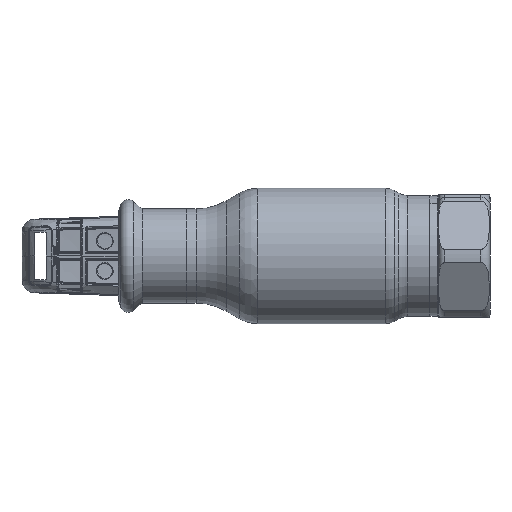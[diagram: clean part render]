
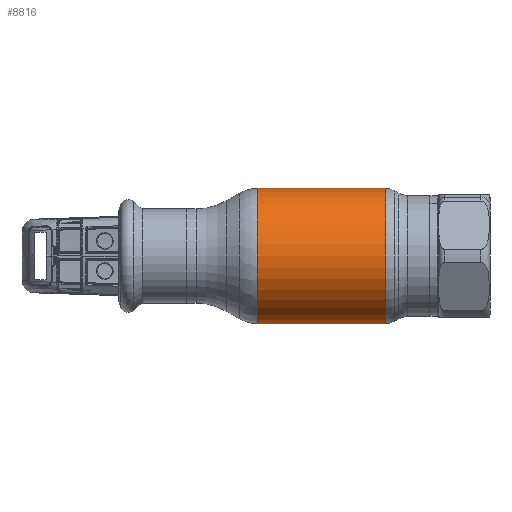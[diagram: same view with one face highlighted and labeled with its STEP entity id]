
A CAD part, front view. The second image highlights one B-rep face of the part: STEP entity #8816.
In plain terms, the highlighted cylindrical face has radius 22.5 mm (diameter 45 mm), a partial arc.
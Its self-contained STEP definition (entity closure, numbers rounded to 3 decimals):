
#966 = EDGE_CURVE ( 'NONE', #12803, #61065, #7643, .T. ) ;
#1331 = DIRECTION ( 'NONE',  ( -1., 0., 0. ) ) ;
#3067 = CYLINDRICAL_SURFACE ( 'NONE', #26011, 22.5 ) ;
#3936 = VERTEX_POINT ( 'NONE', #35784 ) ;
#6829 = CARTESIAN_POINT ( 'NONE',  ( -62.69, 0., -22.5 ) ) ;
#7643 = LINE ( 'NONE', #52315, #46863 ) ;
#8402 = EDGE_CURVE ( 'NONE', #3936, #12803, #50680, .T. ) ;
#8450 = DIRECTION ( 'NONE',  ( -1., 0., 0. ) ) ;
#8714 = CARTESIAN_POINT ( 'NONE',  ( 21.285, 0., 0. ) ) ;
#8816 = ADVANCED_FACE ( 'NONE', ( #54426 ), #3067, .T. ) ;
#11063 = ORIENTED_EDGE ( 'NONE', *, *, #8402, .T. ) ;
#12803 = VERTEX_POINT ( 'NONE', #36951 ) ;
#18041 = DIRECTION ( 'NONE',  ( -1., 0., 0. ) ) ;
#23741 = ORIENTED_EDGE ( 'NONE', *, *, #30791, .F. ) ;
#25175 = LINE ( 'NONE', #6829, #46383 ) ;
#26011 = AXIS2_PLACEMENT_3D ( 'NONE', #43998, #54094, #55943 ) ;
#27035 = CIRCLE ( 'NONE', #42160, 22.5 ) ;
#28530 = EDGE_CURVE ( 'NONE', #33782, #61065, #27035, .T. ) ;
#29586 = CARTESIAN_POINT ( 'NONE',  ( -21.285, 0., 22.5 ) ) ;
#30791 = EDGE_CURVE ( 'NONE', #3936, #33782, #25175, .T. ) ;
#33782 = VERTEX_POINT ( 'NONE', #35460 ) ;
#35460 = CARTESIAN_POINT ( 'NONE',  ( -21.285, 0., -22.5 ) ) ;
#35784 = CARTESIAN_POINT ( 'NONE',  ( 21.285, 0., -22.5 ) ) ;
#36951 = CARTESIAN_POINT ( 'NONE',  ( 21.285, 0., 22.5 ) ) ;
#37776 = AXIS2_PLACEMENT_3D ( 'NONE', #8714, #43114, #61831 ) ;
#42160 = AXIS2_PLACEMENT_3D ( 'NONE', #57029, #18041, #42964 ) ;
#42964 = DIRECTION ( 'NONE',  ( 0., 0., 1. ) ) ;
#43114 = DIRECTION ( 'NONE',  ( -1., 0., 0. ) ) ;
#43998 = CARTESIAN_POINT ( 'NONE',  ( -62.69, 0., 0. ) ) ;
#44432 = EDGE_LOOP ( 'NONE', ( #23741, #11063, #60427, #53676 ) ) ;
#46383 = VECTOR ( 'NONE', #1331, 1000. ) ;
#46863 = VECTOR ( 'NONE', #8450, 1000. ) ;
#50680 = CIRCLE ( 'NONE', #37776, 22.5 ) ;
#52315 = CARTESIAN_POINT ( 'NONE',  ( -62.69, 0., 22.5 ) ) ;
#53676 = ORIENTED_EDGE ( 'NONE', *, *, #28530, .F. ) ;
#54094 = DIRECTION ( 'NONE',  ( -1., 0., 0. ) ) ;
#54426 = FACE_OUTER_BOUND ( 'NONE', #44432, .T. ) ;
#55943 = DIRECTION ( 'NONE',  ( 0., 0., 1. ) ) ;
#57029 = CARTESIAN_POINT ( 'NONE',  ( -21.285, 0., 0. ) ) ;
#60427 = ORIENTED_EDGE ( 'NONE', *, *, #966, .T. ) ;
#61065 = VERTEX_POINT ( 'NONE', #29586 ) ;
#61831 = DIRECTION ( 'NONE',  ( 0., 0., 1. ) ) ;
